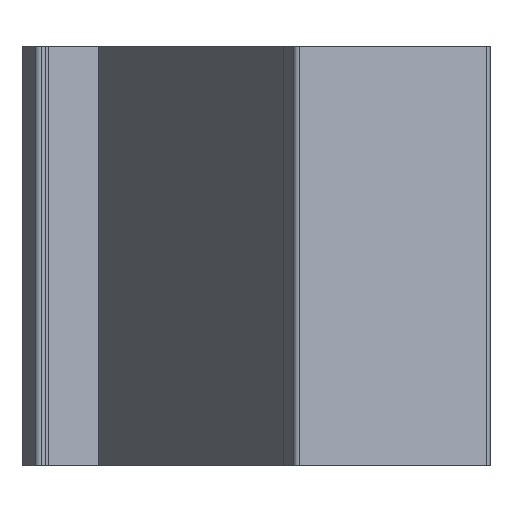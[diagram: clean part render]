
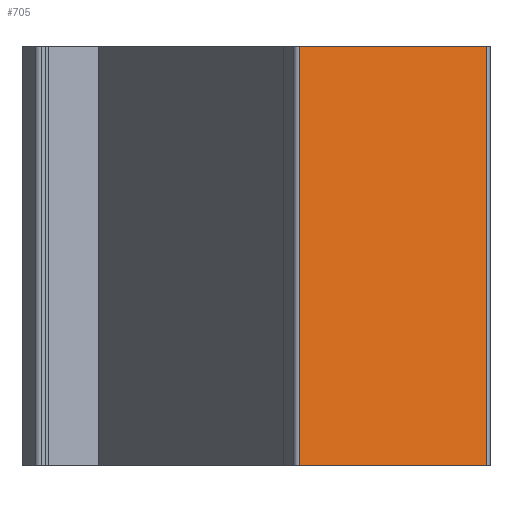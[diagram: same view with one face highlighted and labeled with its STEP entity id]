
A CAD part, left-side view. The second image highlights one B-rep face of the part: STEP entity #705.
In plain terms, the highlighted planar face has unit normal (-0.951, -0.309, 0).
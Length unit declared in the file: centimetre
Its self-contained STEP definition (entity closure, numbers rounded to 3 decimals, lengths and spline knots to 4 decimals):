
#106=PLANE('',#744);
#136=VECTOR('',#813,1.);
#137=VECTOR('',#817,1.);
#138=VECTOR('',#818,1.);
#139=VECTOR('',#819,1.);
#209=LINE('',#972,#136);
#210=LINE('',#976,#137);
#211=LINE('',#978,#138);
#212=LINE('',#980,#139);
#283=VERTEX_POINT('',#971);
#284=VERTEX_POINT('',#973);
#285=VERTEX_POINT('',#977);
#286=VERTEX_POINT('',#979);
#369=EDGE_CURVE('',#284,#283,#209,.T.);
#371=EDGE_CURVE('',#283,#285,#210,.T.);
#372=EDGE_CURVE('',#286,#285,#211,.T.);
#373=EDGE_CURVE('',#284,#286,#212,.T.);
#468=ORIENTED_EDGE('',*,*,#371,.T.);
#469=ORIENTED_EDGE('',*,*,#372,.F.);
#470=ORIENTED_EDGE('',*,*,#373,.F.);
#471=ORIENTED_EDGE('',*,*,#369,.T.);
#639=EDGE_LOOP('',(#468,#469,#470,#471));
#672=FACE_BOUND('',#639,.T.);
#705=ADVANCED_FACE('',(#672),#106,.T.);
#744=AXIS2_PLACEMENT_3D('',#975,#816,$);
#813=DIRECTION('',(0.,0.,1.));
#816=DIRECTION('',(-0.951,-0.309,0.));
#817=DIRECTION('',(-0.309,0.951,0.));
#818=DIRECTION('',(0.,0.,1.));
#819=DIRECTION('',(-0.309,0.951,0.));
#971=CARTESIAN_POINT('',(-3.0225,-3.0309,9.));
#972=CARTESIAN_POINT('',(-3.0225,-3.0309,0.));
#973=CARTESIAN_POINT('',(-3.0225,-3.0309,0.));
#975=CARTESIAN_POINT('',(-3.6759,-1.0196,0.));
#976=CARTESIAN_POINT('',(-3.0225,-3.0309,9.));
#977=CARTESIAN_POINT('',(-4.3294,0.9916,9.));
#978=CARTESIAN_POINT('',(-4.3294,0.9916,0.));
#979=CARTESIAN_POINT('',(-4.3294,0.9916,0.));
#980=CARTESIAN_POINT('',(-3.0225,-3.0309,0.));
